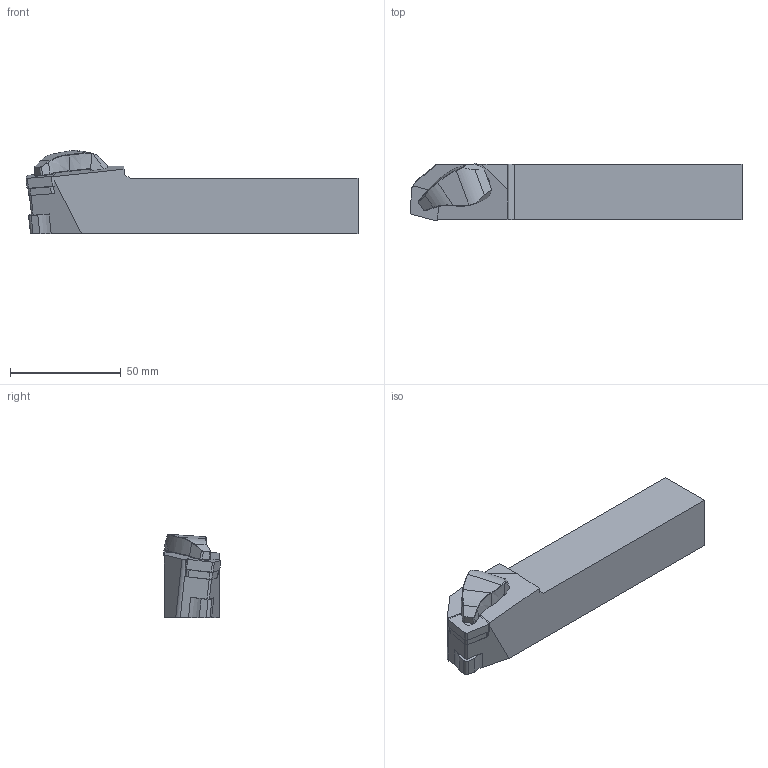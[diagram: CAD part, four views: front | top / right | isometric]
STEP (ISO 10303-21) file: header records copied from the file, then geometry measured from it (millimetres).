
FILE_DESCRIPTION(/* description */ (''),/* implementation_level */ '2;1');
FILE_NAME(/* name */ 'TCBNR-2525-M12-H.stp',/* time_stamp */ '2023-10-10T10:23:03+03:00',/* author */ (''),/* organization */ (''),/* preprocessor_version */ 'ST-DEVELOPER v19.4',/* originating_system */ 'SIEMENS PLM Software NX2306.3001',/* authorisation */ '');
FILE_SCHEMA (('AUTOMOTIVE_DESIGN { 1 0 10303 214 3 1 1 1 }'));
Length unit declared in the file: millimetre
Products named in the file (1): TCBNR-2525-M12-H
Bounding box: 150 x 25.97 x 37.6 mm (x, y, z)
Volume: 96568.4 mm3; surface area: 17938.3 mm2
Topology: 2 solids, 5 shells, 127 faces, 332 edges, 213 vertices
Faces by surface type: plane 65, cylinder 23, bspline 19, cone 17, extrusion 2, torus 1
Full cylindrical faces by diameter (mm): 3.5 x1, 5.1 x1
Entity records: 4164 total; most frequent: CARTESIAN_POINT 1246, ORIENTED_EDGE 640, DIRECTION 522, EDGE_CURVE 320, VERTEX_POINT 209, AXIS2_PLACEMENT_3D 179, VECTOR 164, LINE 162
